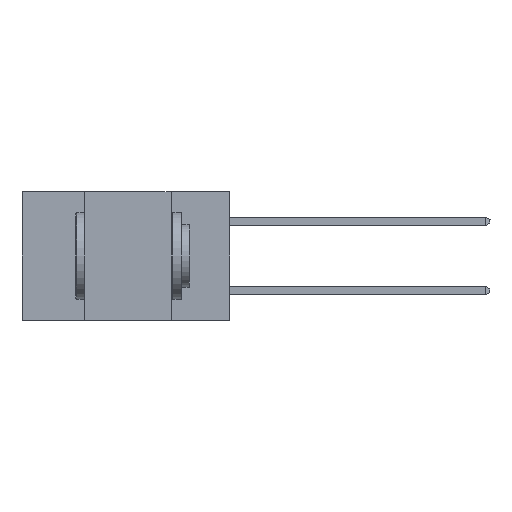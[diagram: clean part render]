
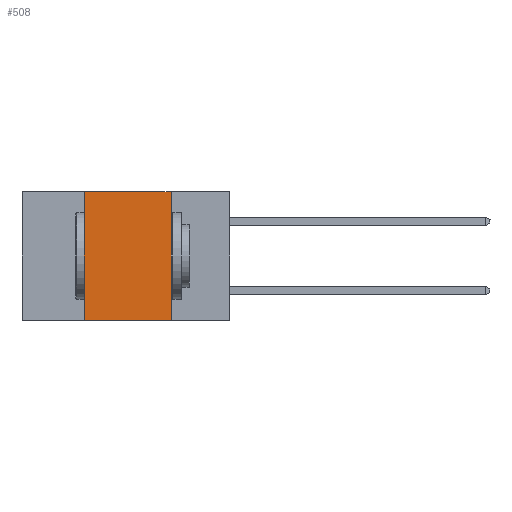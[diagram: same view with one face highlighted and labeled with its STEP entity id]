
A CAD part, left-side view. The second image highlights one B-rep face of the part: STEP entity #508.
In plain terms, the highlighted planar face has unit normal (-1, 0, 0).
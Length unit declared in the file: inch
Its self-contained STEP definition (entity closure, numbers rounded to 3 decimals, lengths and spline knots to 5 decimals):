
#24 = EDGE_CURVE ( 'NONE', #8709, #385, #15537, .T. ) ;
#61 = CARTESIAN_POINT ( 'NONE',  ( 0., 0.42, -0.37 ) ) ;
#385 = VERTEX_POINT ( 'NONE', #4601 ) ;
#397 = EDGE_CURVE ( 'NONE', #7783, #8709, #3421, .T. ) ;
#508 = ADVANCED_FACE ( 'NONE', ( #12048 ), #5355, .F. ) ;
#514 = DIRECTION ( 'NONE',  ( 1., 0., 0. ) ) ;
#716 = CARTESIAN_POINT ( 'NONE',  ( 0., 0.6, 0. ) ) ;
#748 = EDGE_CURVE ( 'NONE', #7783, #12810, #2810, .T. ) ;
#834 = ORIENTED_EDGE ( 'NONE', *, *, #397, .F. ) ;
#1009 = AXIS2_PLACEMENT_3D ( 'NONE', #13960, #514, #5377 ) ;
#1407 = EDGE_CURVE ( 'NONE', #385, #12810, #14135, .T. ) ;
#1498 = CARTESIAN_POINT ( 'NONE',  ( 0., 0.17, 0. ) ) ;
#2260 = DIRECTION ( 'NONE',  ( 0., -1., 0. ) ) ;
#2556 = CARTESIAN_POINT ( 'NONE',  ( 0., 0.42, 0. ) ) ;
#2603 = CARTESIAN_POINT ( 'NONE',  ( 0., 0.42, 0. ) ) ;
#2810 = LINE ( 'NONE', #9260, #8190 ) ;
#3421 = LINE ( 'NONE', #2603, #12866 ) ;
#4601 = CARTESIAN_POINT ( 'NONE',  ( 0., 0.17, 0. ) ) ;
#5355 = PLANE ( 'NONE',  #1009 ) ;
#5377 = DIRECTION ( 'NONE',  ( 0., 0., -1. ) ) ;
#6107 = VECTOR ( 'NONE', #2260, 39.37008 ) ;
#6155 = DIRECTION ( 'NONE',  ( 0., 0., 1. ) ) ;
#7783 = VERTEX_POINT ( 'NONE', #61 ) ;
#8190 = VECTOR ( 'NONE', #12153, 39.37008 ) ;
#8709 = VERTEX_POINT ( 'NONE', #2556 ) ;
#8732 = DIRECTION ( 'NONE',  ( 0., 0., -1. ) ) ;
#9260 = CARTESIAN_POINT ( 'NONE',  ( 0., 0.6, -0.37 ) ) ;
#10439 = VECTOR ( 'NONE', #8732, 39.37008 ) ;
#10833 = ORIENTED_EDGE ( 'NONE', *, *, #24, .F. ) ;
#10914 = CARTESIAN_POINT ( 'NONE',  ( 0., 0.17, -0.37 ) ) ;
#11367 = ORIENTED_EDGE ( 'NONE', *, *, #748, .T. ) ;
#12048 = FACE_OUTER_BOUND ( 'NONE', #13983, .T. ) ;
#12153 = DIRECTION ( 'NONE',  ( 0., -1., 0. ) ) ;
#12810 = VERTEX_POINT ( 'NONE', #10914 ) ;
#12866 = VECTOR ( 'NONE', #6155, 39.37008 ) ;
#12932 = ORIENTED_EDGE ( 'NONE', *, *, #1407, .F. ) ;
#13960 = CARTESIAN_POINT ( 'NONE',  ( 0., 0.6, 0. ) ) ;
#13983 = EDGE_LOOP ( 'NONE', ( #12932, #10833, #834, #11367 ) ) ;
#14135 = LINE ( 'NONE', #1498, #10439 ) ;
#15537 = LINE ( 'NONE', #716, #6107 ) ;
